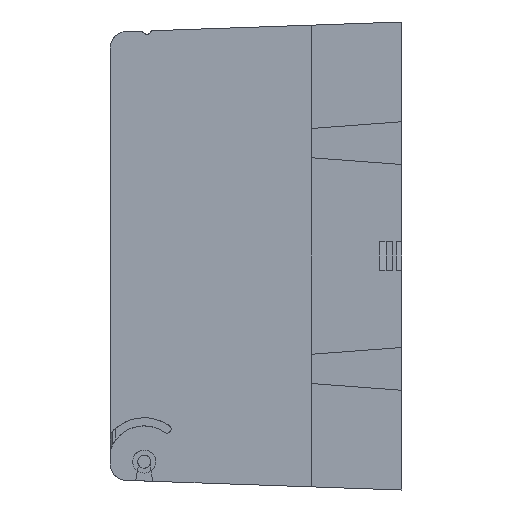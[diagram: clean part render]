
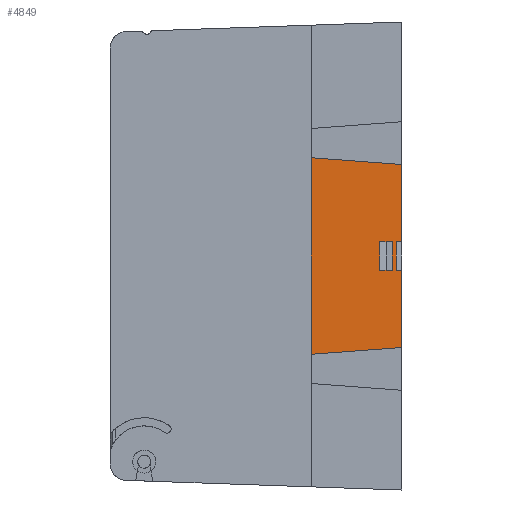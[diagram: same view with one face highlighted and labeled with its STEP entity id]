
A CAD part, left-side view. The second image highlights one B-rep face of the part: STEP entity #4849.
In plain terms, the highlighted planar face has unit normal (-1, 0, 0).
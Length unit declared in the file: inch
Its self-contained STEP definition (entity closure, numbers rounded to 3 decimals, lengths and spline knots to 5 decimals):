
#289 = EDGE_CURVE ( 'NONE', #30894, #38755, #37260, .T. ) ;
#762 = CARTESIAN_POINT ( 'NONE',  ( -3.945, 0.26794, -0.175 ) ) ;
#929 = DIRECTION ( 'NONE',  ( 0., 0., -1. ) ) ;
#1090 = LINE ( 'NONE', #49002, #43030 ) ;
#1105 = DIRECTION ( 'NONE',  ( 1., 0., 0. ) ) ;
#1245 = CARTESIAN_POINT ( 'NONE',  ( -3.945, 0., 6.44233 ) ) ;
#1375 = VECTOR ( 'NONE', #30226, 39.37008 ) ;
#1979 = VERTEX_POINT ( 'NONE', #40146 ) ;
#2658 = EDGE_CURVE ( 'NONE', #36829, #49573, #29650, .T. ) ;
#2798 = CARTESIAN_POINT ( 'NONE',  ( -3.945, 0.115, -0.175 ) ) ;
#2896 = EDGE_CURVE ( 'NONE', #16109, #11597, #48287, .T. ) ;
#3096 = VERTEX_POINT ( 'NONE', #4932 ) ;
#3410 = AXIS2_PLACEMENT_3D ( 'NONE', #1245, #1105, #929 ) ;
#3771 = PLANE ( 'NONE',  #3410 ) ;
#4197 = CARTESIAN_POINT ( 'NONE',  ( -3.945, 0., -0.175 ) ) ;
#4339 = EDGE_CURVE ( 'NONE', #3096, #48716, #27701, .T. ) ;
#4849 = ADVANCED_FACE ( 'NONE', ( #19649, #45790 ), #3771, .F. ) ;
#4932 = CARTESIAN_POINT ( 'NONE',  ( -3.945, 1.1, 1.19653 ) ) ;
#5139 = CARTESIAN_POINT ( 'NONE',  ( -3.945, 0.115, 0.175 ) ) ;
#5318 = CARTESIAN_POINT ( 'NONE',  ( -3.945, 0.115, -0.175 ) ) ;
#5414 = CARTESIAN_POINT ( 'NONE',  ( -3.945, 0., 1.115 ) ) ;
#7339 = EDGE_CURVE ( 'NONE', #36829, #1979, #17712, .T. ) ;
#7443 = ORIENTED_EDGE ( 'NONE', *, *, #289, .T. ) ;
#8055 = EDGE_CURVE ( 'NONE', #39093, #22521, #8522, .T. ) ;
#8208 = ORIENTED_EDGE ( 'NONE', *, *, #48123, .T. ) ;
#8522 = LINE ( 'NONE', #38616, #50578 ) ;
#8709 = CARTESIAN_POINT ( 'NONE',  ( -3.945, 0., 6.44233 ) ) ;
#8721 = DIRECTION ( 'NONE',  ( 0., 0., 1. ) ) ;
#9292 = DIRECTION ( 'NONE',  ( 0., -1., 0. ) ) ;
#10026 = EDGE_CURVE ( 'NONE', #22521, #38755, #25415, .T. ) ;
#10515 = CARTESIAN_POINT ( 'NONE',  ( -3.945, 0.065, 0.175 ) ) ;
#11597 = VERTEX_POINT ( 'NONE', #47159 ) ;
#14270 = LINE ( 'NONE', #52873, #25394 ) ;
#14823 = DIRECTION ( 'NONE',  ( 0., -1., 0. ) ) ;
#16109 = VERTEX_POINT ( 'NONE', #10515 ) ;
#17229 = CARTESIAN_POINT ( 'NONE',  ( -3.945, 0., 6.44233 ) ) ;
#17303 = ORIENTED_EDGE ( 'NONE', *, *, #25280, .T. ) ;
#17354 = CARTESIAN_POINT ( 'NONE',  ( -3.945, 0., 0.175 ) ) ;
#17712 = LINE ( 'NONE', #22510, #32217 ) ;
#19649 = FACE_OUTER_BOUND ( 'NONE', #41836, .T. ) ;
#19778 = DIRECTION ( 'NONE',  ( 0., 0., 1. ) ) ;
#20850 = VECTOR ( 'NONE', #29567, 39.37008 ) ;
#22253 = VECTOR ( 'NONE', #23329, 39.37008 ) ;
#22510 = CARTESIAN_POINT ( 'NONE',  ( -3.945, 0.26794, -0.175 ) ) ;
#22521 = VERTEX_POINT ( 'NONE', #4197 ) ;
#23329 = DIRECTION ( 'NONE',  ( 0., -1., 0. ) ) ;
#24695 = CARTESIAN_POINT ( 'NONE',  ( -3.945, 0., -1.115 ) ) ;
#25280 = EDGE_CURVE ( 'NONE', #39093, #16109, #43770, .T. ) ;
#25394 = VECTOR ( 'NONE', #44790, 39.37008 ) ;
#25415 = LINE ( 'NONE', #8709, #20850 ) ;
#27115 = EDGE_CURVE ( 'NONE', #49573, #45004, #1090, .T. ) ;
#27701 = LINE ( 'NONE', #49850, #43418 ) ;
#27752 = VECTOR ( 'NONE', #50729, 39.37008 ) ;
#28455 = ORIENTED_EDGE ( 'NONE', *, *, #7339, .T. ) ;
#29045 = LINE ( 'NONE', #17229, #27752 ) ;
#29360 = CARTESIAN_POINT ( 'NONE',  ( -3.945, 1.1, -1.19653 ) ) ;
#29567 = DIRECTION ( 'NONE',  ( 0., 0., -1. ) ) ;
#29650 = LINE ( 'NONE', #2798, #22253 ) ;
#30226 = DIRECTION ( 'NONE',  ( 0., -1., 0. ) ) ;
#30894 = VERTEX_POINT ( 'NONE', #29360 ) ;
#32217 = VECTOR ( 'NONE', #19778, 39.37008 ) ;
#32648 = VECTOR ( 'NONE', #47716, 39.37008 ) ;
#32985 = CARTESIAN_POINT ( 'NONE',  ( -3.945, 0.115, 0.175 ) ) ;
#36829 = VERTEX_POINT ( 'NONE', #762 ) ;
#37216 = VECTOR ( 'NONE', #53331, 39.37008 ) ;
#37260 = LINE ( 'NONE', #44532, #37216 ) ;
#38616 = CARTESIAN_POINT ( 'NONE',  ( -3.945, 0., -0.175 ) ) ;
#38755 = VERTEX_POINT ( 'NONE', #24695 ) ;
#38992 = ORIENTED_EDGE ( 'NONE', *, *, #46212, .T. ) ;
#39093 = VERTEX_POINT ( 'NONE', #39312 ) ;
#39312 = CARTESIAN_POINT ( 'NONE',  ( -3.945, 0.065, -0.175 ) ) ;
#39325 = CARTESIAN_POINT ( 'NONE',  ( -3.945, 0.065, -0.175 ) ) ;
#40146 = CARTESIAN_POINT ( 'NONE',  ( -3.945, 0.26794, 0.175 ) ) ;
#41157 = ORIENTED_EDGE ( 'NONE', *, *, #2658, .F. ) ;
#41836 = EDGE_LOOP ( 'NONE', ( #43965, #45506, #17303, #46917, #47783, #49700, #38992, #7443 ) ) ;
#43030 = VECTOR ( 'NONE', #8721, 39.37008 ) ;
#43418 = VECTOR ( 'NONE', #49571, 39.37008 ) ;
#43770 = LINE ( 'NONE', #39325, #32648 ) ;
#43965 = ORIENTED_EDGE ( 'NONE', *, *, #10026, .F. ) ;
#44493 = EDGE_LOOP ( 'NONE', ( #41157, #28455, #8208, #49681 ) ) ;
#44532 = CARTESIAN_POINT ( 'NONE',  ( -3.945, -0.55706, -1.07371 ) ) ;
#44625 = LINE ( 'NONE', #5139, #1375 ) ;
#44790 = DIRECTION ( 'NONE',  ( 0., 0., -1. ) ) ;
#45004 = VERTEX_POINT ( 'NONE', #32985 ) ;
#45506 = ORIENTED_EDGE ( 'NONE', *, *, #8055, .F. ) ;
#45790 = FACE_BOUND ( 'NONE', #44493, .T. ) ;
#46212 = EDGE_CURVE ( 'NONE', #3096, #30894, #14270, .T. ) ;
#46917 = ORIENTED_EDGE ( 'NONE', *, *, #2896, .T. ) ;
#47159 = CARTESIAN_POINT ( 'NONE',  ( -3.945, 0., 0.175 ) ) ;
#47716 = DIRECTION ( 'NONE',  ( 0., 0., 1. ) ) ;
#47783 = ORIENTED_EDGE ( 'NONE', *, *, #51710, .F. ) ;
#48123 = EDGE_CURVE ( 'NONE', #1979, #45004, #44625, .T. ) ;
#48236 = VECTOR ( 'NONE', #14823, 39.37008 ) ;
#48287 = LINE ( 'NONE', #17354, #48236 ) ;
#48716 = VERTEX_POINT ( 'NONE', #5414 ) ;
#49002 = CARTESIAN_POINT ( 'NONE',  ( -3.945, 0.115, -0.175 ) ) ;
#49571 = DIRECTION ( 'NONE',  ( 0., -0.997, -0.074 ) ) ;
#49573 = VERTEX_POINT ( 'NONE', #5318 ) ;
#49681 = ORIENTED_EDGE ( 'NONE', *, *, #27115, .F. ) ;
#49700 = ORIENTED_EDGE ( 'NONE', *, *, #4339, .F. ) ;
#49850 = CARTESIAN_POINT ( 'NONE',  ( -3.945, 0., 1.115 ) ) ;
#50578 = VECTOR ( 'NONE', #9292, 39.37008 ) ;
#50729 = DIRECTION ( 'NONE',  ( 0., 0., -1. ) ) ;
#51710 = EDGE_CURVE ( 'NONE', #48716, #11597, #29045, .T. ) ;
#52873 = CARTESIAN_POINT ( 'NONE',  ( -3.945, 1.1, 6.44233 ) ) ;
#53331 = DIRECTION ( 'NONE',  ( 0., -0.997, 0.074 ) ) ;
